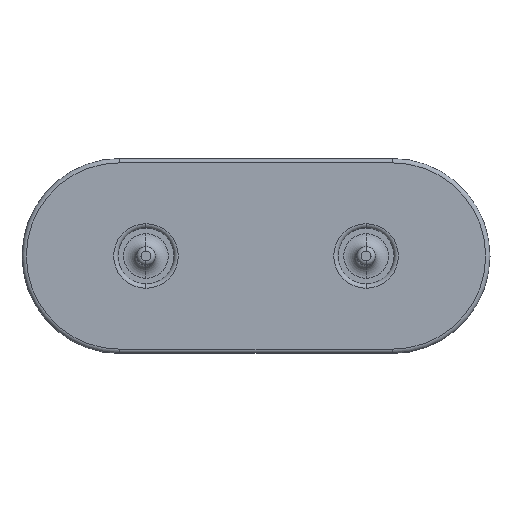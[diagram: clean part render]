
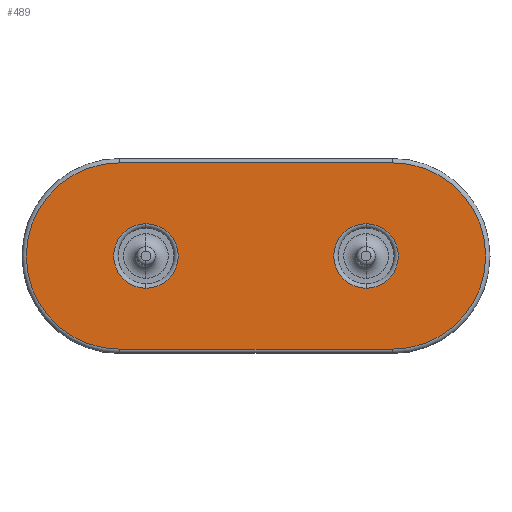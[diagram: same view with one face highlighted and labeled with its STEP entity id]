
A CAD part, front view. The second image highlights one B-rep face of the part: STEP entity #489.
In plain terms, the highlighted planar face has unit normal (0, -1, 0).
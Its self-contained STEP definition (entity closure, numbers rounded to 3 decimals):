
#21 = EDGE_LOOP ( 'NONE', ( #1252, #2661 ) ) ;
#43 = DIRECTION ( 'NONE',  ( -1., 0., 0. ) ) ;
#133 = CARTESIAN_POINT ( 'NONE',  ( -3.15, 0., -2.15 ) ) ;
#214 = ORIENTED_EDGE ( 'NONE', *, *, #2751, .T. ) ;
#227 = EDGE_CURVE ( 'NONE', #1263, #3022, #6342, .T. ) ;
#312 = EDGE_LOOP ( 'NONE', ( #3381, #214, #5454, #9156 ) ) ;
#365 = CARTESIAN_POINT ( 'NONE',  ( 2.54, 0., 0.745 ) ) ;
#424 = CARTESIAN_POINT ( 'NONE',  ( -2.54, 0., 0. ) ) ;
#489 = ADVANCED_FACE ( 'NONE', ( #7047, #3558, #7749 ), #2820, .F. ) ;
#568 = CARTESIAN_POINT ( 'NONE',  ( 2.54, 0., 0. ) ) ;
#825 = EDGE_LOOP ( 'NONE', ( #2690, #943 ) ) ;
#943 = ORIENTED_EDGE ( 'NONE', *, *, #1434, .T. ) ;
#1014 = EDGE_CURVE ( 'NONE', #4851, #5800, #4031, .T. ) ;
#1210 = CIRCLE ( 'NONE', #8339, 2.15 ) ;
#1252 = ORIENTED_EDGE ( 'NONE', *, *, #2032, .T. ) ;
#1263 = VERTEX_POINT ( 'NONE', #4328 ) ;
#1434 = EDGE_CURVE ( 'NONE', #3022, #1263, #3678, .T. ) ;
#1761 = AXIS2_PLACEMENT_3D ( 'NONE', #7877, #4182, #5714 ) ;
#2032 = EDGE_CURVE ( 'NONE', #2054, #4310, #2664, .T. ) ;
#2054 = VERTEX_POINT ( 'NONE', #365 ) ;
#2095 = DIRECTION ( 'NONE',  ( 0., 0., 1. ) ) ;
#2252 = AXIS2_PLACEMENT_3D ( 'NONE', #7184, #7231, #2095 ) ;
#2386 = DIRECTION ( 'NONE',  ( 0., 0., 1. ) ) ;
#2477 = CARTESIAN_POINT ( 'NONE',  ( 3.15, 0., -2.15 ) ) ;
#2525 = VECTOR ( 'NONE', #43, 1000. ) ;
#2661 = ORIENTED_EDGE ( 'NONE', *, *, #9141, .T. ) ;
#2664 = CIRCLE ( 'NONE', #5348, 0.745 ) ;
#2690 = ORIENTED_EDGE ( 'NONE', *, *, #227, .T. ) ;
#2702 = AXIS2_PLACEMENT_3D ( 'NONE', #568, #7063, #3453 ) ;
#2751 = EDGE_CURVE ( 'NONE', #7471, #3796, #4723, .T. ) ;
#2765 = CARTESIAN_POINT ( 'NONE',  ( 2.54, 0., -0.745 ) ) ;
#2820 = PLANE ( 'NONE',  #1761 ) ;
#3016 = DIRECTION ( 'NONE',  ( 0., 1., 0. ) ) ;
#3022 = VERTEX_POINT ( 'NONE', #3351 ) ;
#3146 = CIRCLE ( 'NONE', #2702, 0.745 ) ;
#3272 = DIRECTION ( 'NONE',  ( 0., 1., 0. ) ) ;
#3338 = DIRECTION ( 'NONE',  ( 0., -1., 0. ) ) ;
#3351 = CARTESIAN_POINT ( 'NONE',  ( -2.54, 0., -0.745 ) ) ;
#3381 = ORIENTED_EDGE ( 'NONE', *, *, #8084, .T. ) ;
#3453 = DIRECTION ( 'NONE',  ( 0., 0., 1. ) ) ;
#3558 = FACE_BOUND ( 'NONE', #21, .T. ) ;
#3678 = CIRCLE ( 'NONE', #3991, 0.745 ) ;
#3762 = DIRECTION ( 'NONE',  ( 0., 0., 1. ) ) ;
#3796 = VERTEX_POINT ( 'NONE', #2477 ) ;
#3812 = CARTESIAN_POINT ( 'NONE',  ( -2.54, 0., 0. ) ) ;
#3991 = AXIS2_PLACEMENT_3D ( 'NONE', #424, #3272, #6604 ) ;
#4031 = LINE ( 'NONE', #5617, #2525 ) ;
#4182 = DIRECTION ( 'NONE',  ( 0., 1., 0. ) ) ;
#4310 = VERTEX_POINT ( 'NONE', #2765 ) ;
#4328 = CARTESIAN_POINT ( 'NONE',  ( -2.54, 0., 0.745 ) ) ;
#4531 = CARTESIAN_POINT ( 'NONE',  ( -3.15, 0., 2.15 ) ) ;
#4723 = LINE ( 'NONE', #8904, #7995 ) ;
#4828 = CARTESIAN_POINT ( 'NONE',  ( -3.15, 0., 0. ) ) ;
#4851 = VERTEX_POINT ( 'NONE', #8414 ) ;
#5348 = AXIS2_PLACEMENT_3D ( 'NONE', #5867, #7105, #3762 ) ;
#5454 = ORIENTED_EDGE ( 'NONE', *, *, #6067, .T. ) ;
#5617 = CARTESIAN_POINT ( 'NONE',  ( 3.15, 0., 2.15 ) ) ;
#5714 = DIRECTION ( 'NONE',  ( 0., 0., 1. ) ) ;
#5800 = VERTEX_POINT ( 'NONE', #4531 ) ;
#5867 = CARTESIAN_POINT ( 'NONE',  ( 2.54, 0., 0. ) ) ;
#6067 = EDGE_CURVE ( 'NONE', #3796, #4851, #6273, .T. ) ;
#6273 = CIRCLE ( 'NONE', #2252, 2.15 ) ;
#6342 = CIRCLE ( 'NONE', #9039, 0.745 ) ;
#6604 = DIRECTION ( 'NONE',  ( 0., 0., 1. ) ) ;
#6946 = DIRECTION ( 'NONE',  ( 0., 0., 1. ) ) ;
#7047 = FACE_BOUND ( 'NONE', #825, .T. ) ;
#7063 = DIRECTION ( 'NONE',  ( 0., 1., 0. ) ) ;
#7105 = DIRECTION ( 'NONE',  ( 0., 1., 0. ) ) ;
#7184 = CARTESIAN_POINT ( 'NONE',  ( 3.15, 0., 0. ) ) ;
#7231 = DIRECTION ( 'NONE',  ( 0., -1., 0. ) ) ;
#7471 = VERTEX_POINT ( 'NONE', #133 ) ;
#7749 = FACE_OUTER_BOUND ( 'NONE', #312, .T. ) ;
#7877 = CARTESIAN_POINT ( 'NONE',  ( 3.15, 0., 0. ) ) ;
#7995 = VECTOR ( 'NONE', #9080, 1000. ) ;
#8084 = EDGE_CURVE ( 'NONE', #5800, #7471, #1210, .T. ) ;
#8339 = AXIS2_PLACEMENT_3D ( 'NONE', #4828, #3338, #6946 ) ;
#8414 = CARTESIAN_POINT ( 'NONE',  ( 3.15, 0., 2.15 ) ) ;
#8904 = CARTESIAN_POINT ( 'NONE',  ( 3.15, 0., -2.15 ) ) ;
#9039 = AXIS2_PLACEMENT_3D ( 'NONE', #3812, #3016, #2386 ) ;
#9080 = DIRECTION ( 'NONE',  ( 1., 0., 0. ) ) ;
#9141 = EDGE_CURVE ( 'NONE', #4310, #2054, #3146, .T. ) ;
#9156 = ORIENTED_EDGE ( 'NONE', *, *, #1014, .T. ) ;
